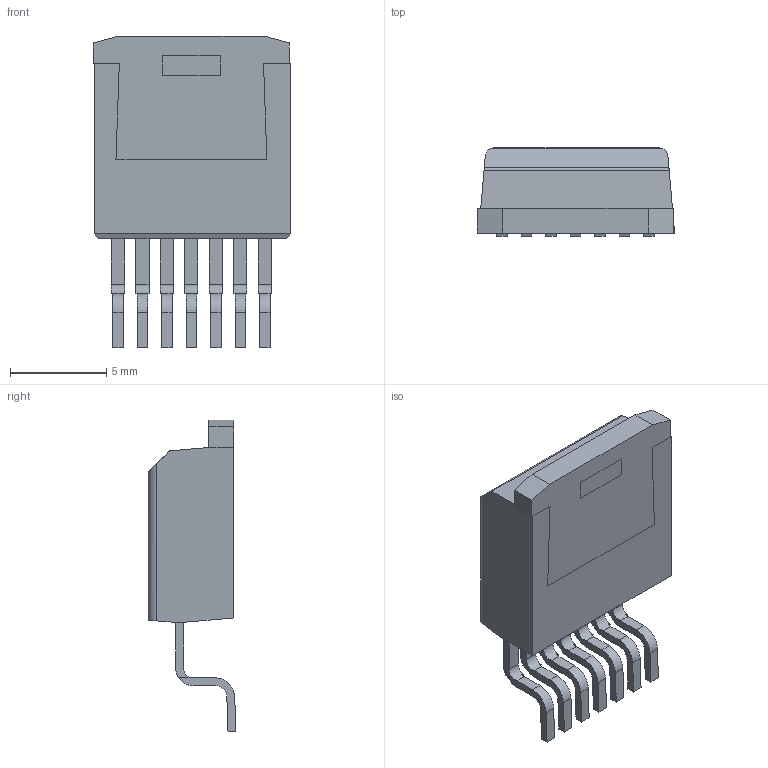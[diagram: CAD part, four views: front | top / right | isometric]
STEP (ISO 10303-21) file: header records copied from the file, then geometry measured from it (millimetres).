
FILE_DESCRIPTION(/* description */ ('Unknown'),/* implementation_level */ '2;1');
FILE_NAME(/* name */ 'TO-263-7L',/* time_stamp */ '2019-10-11T14:38:08+08:00',/* author */ ('Unknown'),/* organization */ ('Unknown'),/* preprocessor_version */ 'ST-DEVELOPER v16.7',/* originating_system */ 'DEX',/* authorisation */ $);
FILE_SCHEMA (('AUTOMOTIVE_DESIGN {1 0 10303 214 3 1 1}'));
Length unit declared in the file: millimetre
Products named in the file (3): TO263-7; Compound; LF
Assembly tree (2 placements, depth 2):
  TO263-7
    Compound
    LF
Bounding box: 10.24 x 4.56 x 16.18 mm (x, y, z)
Volume: 411.5 mm3; surface area: 751.7 mm2
Topology: 5 solids, 5 shells, 468 faces, 1395 edges, 924 vertices
Faces by surface type: plane 428, cylinder 40
Entity records: 15614 total; most frequent: CARTESIAN_POINT 2796, ORIENTED_EDGE 2790, DIRECTION 2465, EDGE_CURVE 1395, LINE 1263, VECTOR 1263, VERTEX_POINT 924, AXIS2_PLACEMENT_3D 601
